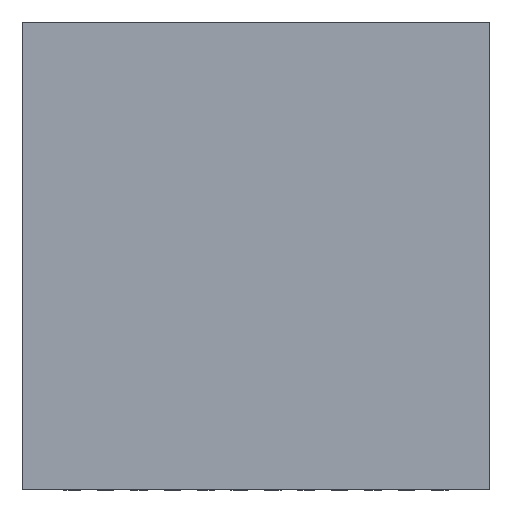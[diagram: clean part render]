
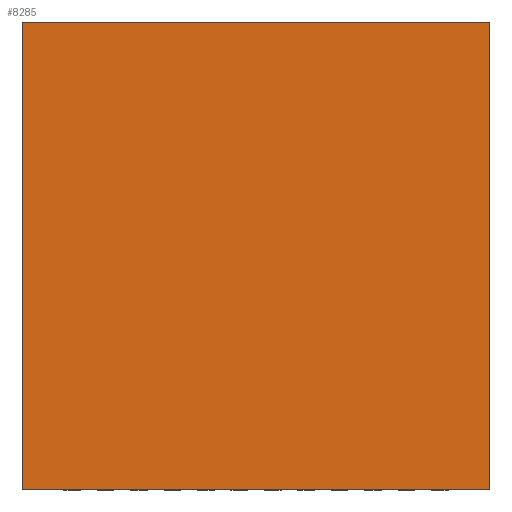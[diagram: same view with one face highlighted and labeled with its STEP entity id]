
A CAD part, top view. The second image highlights one B-rep face of the part: STEP entity #8285.
In plain terms, the highlighted face is planar.
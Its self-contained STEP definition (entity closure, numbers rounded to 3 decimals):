
#3835=DIRECTION('',(0.,0.,1.));
#3836=VECTOR('',#3835,7.);
#3837=CARTESIAN_POINT('',(-3.5,0.975,-3.5));
#3838=LINE('',#3837,#3836);
#3842=DIRECTION('',(-1.,0.,0.));
#3843=VECTOR('',#3842,7.);
#3844=CARTESIAN_POINT('',(3.5,0.975,-3.5));
#3845=LINE('',#3844,#3843);
#3849=DIRECTION('',(0.,0.,-1.));
#3850=VECTOR('',#3849,7.);
#3851=CARTESIAN_POINT('',(3.5,0.975,3.5));
#3852=LINE('',#3851,#3850);
#3856=DIRECTION('',(1.,0.,0.));
#3857=VECTOR('',#3856,7.);
#3858=CARTESIAN_POINT('',(-3.5,0.975,3.5));
#3859=LINE('',#3858,#3857);
#4935=CARTESIAN_POINT('',(-3.5,0.975,-3.5));
#4936=CARTESIAN_POINT('',(-3.5,0.975,3.5));
#4937=VERTEX_POINT('',#4935);
#4938=VERTEX_POINT('',#4936);
#4939=CARTESIAN_POINT('',(3.5,0.975,3.5));
#4940=VERTEX_POINT('',#4939);
#4941=CARTESIAN_POINT('',(3.5,0.975,-3.5));
#4942=VERTEX_POINT('',#4941);
#8274=CARTESIAN_POINT('',(0.,0.975,0.));
#8275=DIRECTION('',(0.,1.,0.));
#8276=DIRECTION('',(1.,0.,0.));
#8277=AXIS2_PLACEMENT_3D('',#8274,#8275,#8276);
#8278=PLANE('',#8277);
#8279=ORIENTED_EDGE('',*,*,#7609,.F.);
#8280=ORIENTED_EDGE('',*,*,#6528,.F.);
#8281=ORIENTED_EDGE('',*,*,#7193,.F.);
#8282=ORIENTED_EDGE('',*,*,#7362,.F.);
#8283=EDGE_LOOP('',(#8279,#8280,#8281,#8282));
#8284=FACE_OUTER_BOUND('',#8283,.F.);
#6528=EDGE_CURVE('',#4942,#4937,#3845,.T.);
#7193=EDGE_CURVE('',#4940,#4942,#3852,.T.);
#7362=EDGE_CURVE('',#4938,#4940,#3859,.T.);
#7609=EDGE_CURVE('',#4937,#4938,#3838,.T.);
#8285=ADVANCED_FACE('',(#8284),#8278,.T.);
